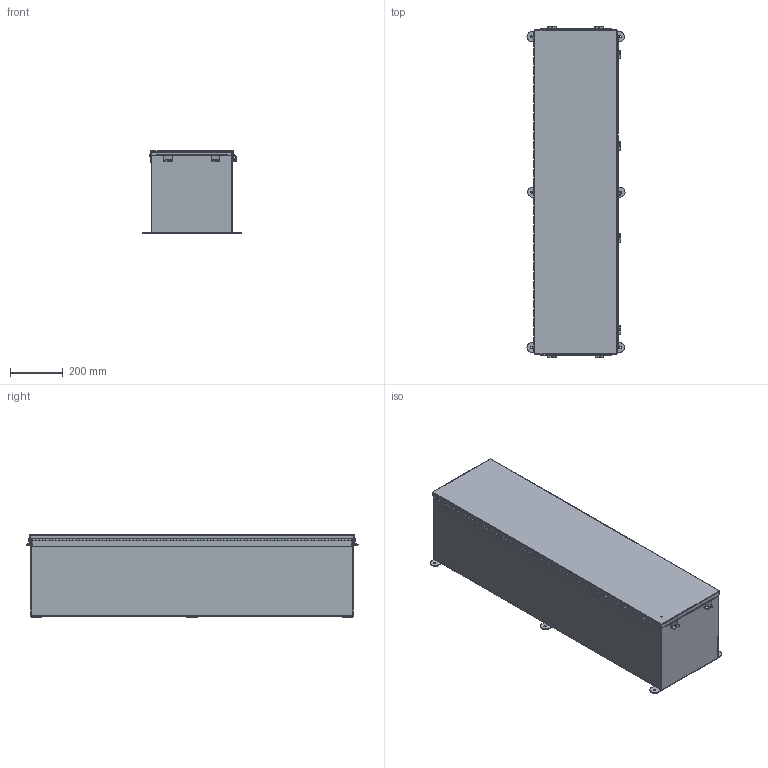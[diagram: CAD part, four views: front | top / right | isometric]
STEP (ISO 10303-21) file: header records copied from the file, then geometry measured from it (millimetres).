
FILE_DESCRIPTION (( 'STEP AP203' ), '1' );
FILE_NAME ('N121248SSCHTR.STEP', '2016-03-03T19:14:54', ( 'change1' ), ( 'Microsoft' ), 'SwSTEP 2.0', 'SolidWorks 2015', '' );
FILE_SCHEMA (( 'CONFIG_CONTROL_DESIGN' ));
Length unit declared in the file: inch
Products named in the file (13): N121248SSCHTR Hinge Cover Side JIC; N121248SSCHTR _JIC Hinge; N121248SSCHTR JIC_Cover_Template; N121248SSCHTR JIC Clamp Bracket; N121248SSCHTR JIC Cover Clamp; HW-CLH-JH-20154; N121248SSCHTR JIC Top; N121248SSCHTR JIC Mounting Bracket; N121248SSCHTR JIC Bottom; N121248SSCHTR; N121248SSCHTR JIC Enclosure Template; N121248SSCHTR HW-CD-S-25020-034; N121248SSCHTR Hinge Body Side
Assembly tree (29 placements, depth 3):
  N121248SSCHTR
    N121248SSCHTR JIC Enclosure Template
    N121248SSCHTR _JIC Hinge
      N121248SSCHTR Hinge Body Side
      N121248SSCHTR Hinge Cover Side JIC
    N121248SSCHTR JIC_Cover_Template
    N121248SSCHTR JIC Clamp Bracket  x8
    N121248SSCHTR JIC Cover Clamp  x8
    N121248SSCHTR JIC Top
    N121248SSCHTR JIC Bottom
    N121248SSCHTR HW-CD-S-25020-034  x2
    HW-CLH-JH-20154
    N121248SSCHTR JIC Mounting Bracket  x3
Bounding box: 370.63 x 1254.93 x 313.36 mm (x, y, z)
Volume: 3597880.9 mm3; surface area: 3777516.6 mm2
Topology: 28 solids, 28 shells, 1467 faces, 3728 edges, 2319 vertices
Faces by surface type: plane 885, cylinder 562, bspline 8, torus 8, cone 4
Entity records: 36430 total; most frequent: CARTESIAN_POINT 6352, DIRECTION 6083, ORIENTED_EDGE 5872, EDGE_CURVE 2936, AXIS2_PLACEMENT_3D 2028, VECTOR 2027, LINE 2027, VERTEX_POINT 1849
